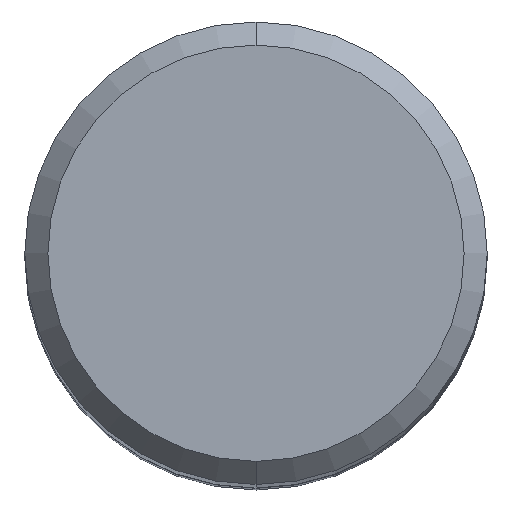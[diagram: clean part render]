
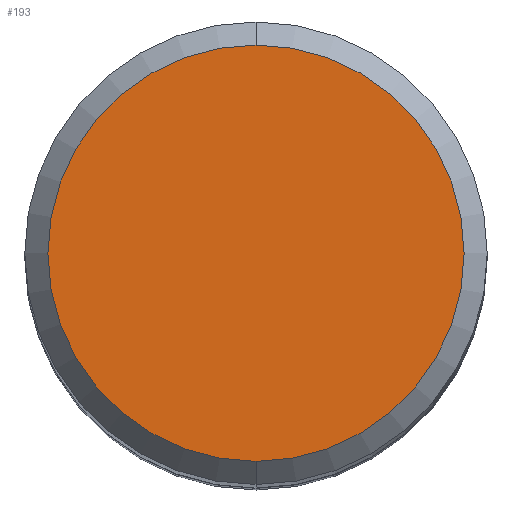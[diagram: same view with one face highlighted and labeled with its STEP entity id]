
A CAD part, top view. The second image highlights one B-rep face of the part: STEP entity #193.
In plain terms, the highlighted planar face has unit normal (0, 0, 1).
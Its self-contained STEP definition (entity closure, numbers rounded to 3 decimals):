
#171=VERTEX_POINT('',#408);
#193=ADVANCED_FACE('',(#434),#435,.T.);
#201=EDGE_CURVE('',#171,#251,#444,.T.);
#251=VERTEX_POINT('',#501);
#253=EDGE_CURVE('',#251,#171,#503,.T.);
#408=CARTESIAN_POINT('',(0.0,5.4,0.01));
#434=FACE_OUTER_BOUND('',#705,.T.);
#435=PLANE('',#706);
#444=CIRCLE('',#719,5.4);
#501=CARTESIAN_POINT('',(0.,-5.4,0.01));
#503=CIRCLE('',#791,5.4);
#705=EDGE_LOOP('',(#1011,#1012));
#706=AXIS2_PLACEMENT_3D('',#1013,#1014,#1015);
#719=AXIS2_PLACEMENT_3D('',#1028,#1029,#1030);
#791=AXIS2_PLACEMENT_3D('',#1111,#1112,#1113);
#1011=ORIENTED_EDGE('',*,*,#201,.F.);
#1012=ORIENTED_EDGE('',*,*,#253,.F.);
#1013=CARTESIAN_POINT('',(0.0,2.7,0.01));
#1014=DIRECTION('',(-0.0,0.0,1.0));
#1015=DIRECTION('',(0.0,-1.0,0.0));
#1028=CARTESIAN_POINT('',(0.0,0.0,0.01));
#1029=DIRECTION('',(0.0,0.0,-1.0));
#1030=DIRECTION('',(0.0,1.0,0.0));
#1111=CARTESIAN_POINT('',(0.0,0.0,0.01));
#1112=DIRECTION('',(0.0,0.0,-1.0));
#1113=DIRECTION('',(0.0,1.0,0.0));
